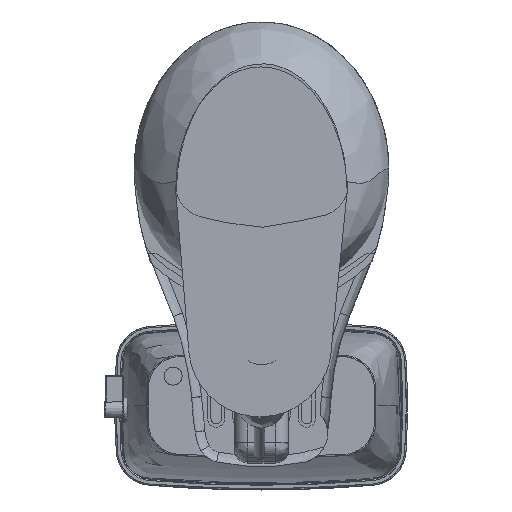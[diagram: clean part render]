
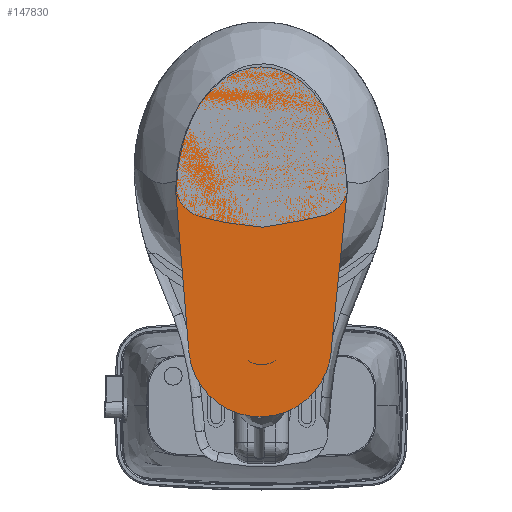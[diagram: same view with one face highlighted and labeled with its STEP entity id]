
A CAD part, front view. The second image highlights one B-rep face of the part: STEP entity #147830.
In plain terms, the highlighted face is planar.
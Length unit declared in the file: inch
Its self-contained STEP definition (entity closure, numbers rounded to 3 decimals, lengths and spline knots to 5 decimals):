
#1370 = CARTESIAN_POINT ( 'NONE',  ( 4.19319, 5.54138, 0. ) ) ;
#9793 = CARTESIAN_POINT ( 'NONE',  ( -4.3631, 5.57296, 0. ) ) ;
#10912 = CARTESIAN_POINT ( 'NONE',  ( 5.14915, -5.36895, 0. ) ) ;
#11121 = CARTESIAN_POINT ( 'NONE',  ( -4.37305, 5.46436, 0. ) ) ;
#11348 = CARTESIAN_POINT ( 'NONE',  ( 4.20593, 5.37118, 0. ) ) ;
#11543 = B_SPLINE_CURVE_WITH_KNOTS ( 'NONE', 3,
 ( #195974, #103205, #179737, #149885 ),
 .UNSPECIFIED., .F., .F.,
 ( 4, 4 ),
 ( 0., 0.00014 ),
 .UNSPECIFIED. ) ;
#12370 = CARTESIAN_POINT ( 'NONE',  ( 4.20813, 5.316, 0. ) ) ;
#16265 = CARTESIAN_POINT ( 'NONE',  ( 4.19272, 5.54637, 0. ) ) ;
#16813 = VERTEX_POINT ( 'NONE', #172116 ) ;
#20075 = CARTESIAN_POINT ( 'NONE',  ( -0.07156, -11.60923, 0. ) ) ;
#21357 = AXIS2_PLACEMENT_3D ( 'NONE', #72159, #73479, #121529 ) ;
#27319 = ORIENTED_EDGE ( 'NONE', *, *, #55770, .T. ) ;
#28223 = ORIENTED_EDGE ( 'NONE', *, *, #179865, .T. ) ;
#28751 = CARTESIAN_POINT ( 'NONE',  ( -1.95775, 9.51699, 0. ) ) ;
#29394 = CARTESIAN_POINT ( 'NONE',  ( -4.36255, 5.5784, 0. ) ) ;
#33104 = VERTEX_POINT ( 'NONE', #162054 ) ;
#33602 = CARTESIAN_POINT ( 'NONE',  ( -1.69071, -11.38901, 0. ) ) ;
#34936 = CARTESIAN_POINT ( 'NONE',  ( -5.04002, -6.44102, 0. ) ) ;
#37409 = CARTESIAN_POINT ( 'NONE',  ( -0.07156, -11.60923, 0. ) ) ;
#37637 = EDGE_CURVE ( 'NONE', #195428, #86074, #145080, .T. ) ;
#43182 = EDGE_CURVE ( 'NONE', #128004, #33104, #156888, .T. ) ;
#43370 = CARTESIAN_POINT ( 'NONE',  ( 3.07066, -10.42089, 0. ) ) ;
#44028 = CARTESIAN_POINT ( 'NONE',  ( 2.3377, -11.01859, 0. ) ) ;
#45010 = CARTESIAN_POINT ( 'NONE',  ( -0.71965, 9.896, 0. ) ) ;
#48082 = CARTESIAN_POINT ( 'NONE',  ( 4.19342, 5.53888, 0. ) ) ;
#51918 = CARTESIAN_POINT ( 'NONE',  ( -4.76825, -7.57617, 0. ) ) ;
#55770 = EDGE_CURVE ( 'NONE', #16813, #83980, #198882, .T. ) ;
#57609 = CARTESIAN_POINT ( 'NONE',  ( -4.37933, 5.35549, 0. ) ) ;
#58345 = CARTESIAN_POINT ( 'NONE',  ( 5.16076, -4.19674, 0. ) ) ;
#59018 = FACE_OUTER_BOUND ( 'NONE', #151690, .T. ) ;
#60271 = CARTESIAN_POINT ( 'NONE',  ( 0.73878, -11.617, 0. ) ) ;
#60583 = VERTEX_POINT ( 'NONE', #57609 ) ;
#60608 = CARTESIAN_POINT ( 'NONE',  ( 4.08505, 6.69274, 0. ) ) ;
#65395 = CARTESIAN_POINT ( 'NONE',  ( 4.19272, 5.54637, 0. ) ) ;
#68386 = CARTESIAN_POINT ( 'NONE',  ( 3.72369, -9.64487, 0. ) ) ;
#71736 = B_SPLINE_CURVE_WITH_KNOTS ( 'NONE', 4,
 ( #133719, #135033, #11121, #135682, #9793 ),
 .UNSPECIFIED., .F., .F.,
 ( 5, 5 ),
 ( 0., 0.00554 ),
 .UNSPECIFIED. ) ;
#72159 = CARTESIAN_POINT ( 'NONE',  ( 0.00124, -4.14564, 0. ) ) ;
#73479 = DIRECTION ( 'NONE',  ( 0., 0., -1. ) ) ;
#82359 = CARTESIAN_POINT ( 'NONE',  ( -5.15829, -4.09455, 0. ) ) ;
#83584 = CARTESIAN_POINT ( 'NONE',  ( 4.19365, 5.53638, 0. ) ) ;
#83707 = CARTESIAN_POINT ( 'NONE',  ( -4.3631, 5.57296, 0. ) ) ;
#83980 = VERTEX_POINT ( 'NONE', #65395 ) ;
#86074 = VERTEX_POINT ( 'NONE', #58345 ) ;
#89792 = LINE ( 'NONE', #196716, #162443 ) ;
#91726 = CARTESIAN_POINT ( 'NONE',  ( 4.19272, 5.54637, 0. ) ) ;
#103205 = CARTESIAN_POINT ( 'NONE',  ( -4.36292, 5.57478, 0. ) ) ;
#103654 = CARTESIAN_POINT ( 'NONE',  ( 5.16076, -4.19674, 0. ) ) ;
#105186 = B_SPLINE_CURVE_WITH_KNOTS ( 'NONE', 4,
 ( #120380, #137876, #121030, #11348, #152786 ),
 .UNSPECIFIED., .F., .F.,
 ( 5, 5 ),
 ( 0., 0.00561 ),
 .UNSPECIFIED. ) ;
#111680 = EDGE_CURVE ( 'NONE', #83980, #200216, #145631, .T. ) ;
#119281 = CARTESIAN_POINT ( 'NONE',  ( 4.99613, -6.53977, 0. ) ) ;
#120380 = CARTESIAN_POINT ( 'NONE',  ( 4.19365, 5.53638, 0. ) ) ;
#121030 = CARTESIAN_POINT ( 'NONE',  ( 4.20278, 5.42631, 0. ) ) ;
#121529 = DIRECTION ( 'NONE',  ( -1., 0., 0. ) ) ;
#121573 = CARTESIAN_POINT ( 'NONE',  ( 3.63957, 7.80738, 0. ) ) ;
#123200 = CARTESIAN_POINT ( 'NONE',  ( 1.55113, -11.42021, 0. ) ) ;
#124628 = CARTESIAN_POINT ( 'NONE',  ( 4.19296, 5.54388, 0. ) ) ;
#125543 = EDGE_CURVE ( 'NONE', #129103, #16813, #11543, .T. ) ;
#128004 = VERTEX_POINT ( 'NONE', #37409 ) ;
#128434 = CARTESIAN_POINT ( 'NONE',  ( -0.88213, -11.60146, 0. ) ) ;
#128602 = ORIENTED_EDGE ( 'NONE', *, *, #125543, .T. ) ;
#129103 = VERTEX_POINT ( 'NONE', #83707 ) ;
#132877 = ORIENTED_EDGE ( 'NONE', *, *, #43182, .T. ) ;
#133719 = CARTESIAN_POINT ( 'NONE',  ( -4.37933, 5.35549, 0. ) ) ;
#134491 = EDGE_CURVE ( 'NONE', #86074, #128004, #151618, .T. ) ;
#135033 = CARTESIAN_POINT ( 'NONE',  ( -4.37665, 5.40995, 0. ) ) ;
#135682 = CARTESIAN_POINT ( 'NONE',  ( -4.36854, 5.51871, 0. ) ) ;
#136463 = CARTESIAN_POINT ( 'NONE',  ( 2.86667, 8.77968, 0. ) ) ;
#137765 = CARTESIAN_POINT ( 'NONE',  ( -4.2463, 6.72393, 0. ) ) ;
#137876 = CARTESIAN_POINT ( 'NONE',  ( 4.19868, 5.48139, 0. ) ) ;
#141432 = CARTESIAN_POINT ( 'NONE',  ( 4.20813, 5.316, 0. ) ) ;
#145080 = LINE ( 'NONE', #141432, #181523 ) ;
#145631 = B_SPLINE_CURVE_WITH_KNOTS ( 'NONE', 4,
 ( #16265, #124628, #1370, #48082, #171974 ),
 .UNSPECIFIED., .F., .F.,
 ( 5, 5 ),
 ( 0., 0.00026 ),
 .UNSPECIFIED. ) ;
#146333 = ORIENTED_EDGE ( 'NONE', *, *, #170614, .T. ) ;
#147830 = ADVANCED_FACE ( 'NONE', ( #59018 ), #197384, .T. ) ;
#149885 = CARTESIAN_POINT ( 'NONE',  ( -4.36255, 5.5784, 0. ) ) ;
#150626 = DIRECTION ( 'NONE',  ( 0.082, 0.997, 0. ) ) ;
#151014 = CARTESIAN_POINT ( 'NONE',  ( 4.70209, -7.66902, 0. ) ) ;
#151618 = B_SPLINE_CURVE_WITH_KNOTS ( 'NONE', 10,
 ( #103654, #10912, #119281, #151014, #197748, #68386, #43370, #44028, #123200, #60271, #199064 ),
 .UNSPECIFIED., .F., .F.,
 ( 11, 11 ),
 ( 0., 0.25406 ),
 .UNSPECIFIED. ) ;
#151690 = EDGE_LOOP ( 'NONE', ( #200059, #190082, #180251, #132877, #28223, #146333, #128602, #27319, #187270 ) ) ;
#152015 = CARTESIAN_POINT ( 'NONE',  ( -3.01233, 8.80168, 0. ) ) ;
#152786 = CARTESIAN_POINT ( 'NONE',  ( 4.20813, 5.316, 0. ) ) ;
#153329 = CARTESIAN_POINT ( 'NONE',  ( 1.81747, 9.50286, 0. ) ) ;
#156888 = B_SPLINE_CURVE_WITH_KNOTS ( 'NONE', 10,
 ( #20075, #128434, #33602, #189375, #172447, #190040, #173124, #51918, #34936, #159560, #82359 ),
 .UNSPECIFIED., .F., .F.,
 ( 11, 11 ),
 ( 0., 0.2538 ),
 .UNSPECIFIED. ) ;
#156996 = DIRECTION ( 'NONE',  ( 0.1, -0.995, 0. ) ) ;
#159560 = CARTESIAN_POINT ( 'NONE',  ( -5.1699, -5.26709, 0. ) ) ;
#162054 = CARTESIAN_POINT ( 'NONE',  ( -5.15829, -4.09455, 0. ) ) ;
#162443 = VECTOR ( 'NONE', #150626, 39.37008 ) ;
#169054 = EDGE_CURVE ( 'NONE', #200216, #195428, #105186, .T. ) ;
#169568 = CARTESIAN_POINT ( 'NONE',  ( 0.58225, 9.89113, 0. ) ) ;
#170614 = EDGE_CURVE ( 'NONE', #60583, #129103, #71736, .T. ) ;
#171974 = CARTESIAN_POINT ( 'NONE',  ( 4.19365, 5.53638, 0. ) ) ;
#172116 = CARTESIAN_POINT ( 'NONE',  ( -4.36255, 5.5784, 0. ) ) ;
#172447 = CARTESIAN_POINT ( 'NONE',  ( -3.19081, -10.36017, 0. ) ) ;
#173124 = CARTESIAN_POINT ( 'NONE',  ( -4.36044, -8.63227, 0. ) ) ;
#179737 = CARTESIAN_POINT ( 'NONE',  ( -4.36273, 5.57659, 0. ) ) ;
#179865 = EDGE_CURVE ( 'NONE', #33104, #60583, #89792, .T. ) ;
#180251 = ORIENTED_EDGE ( 'NONE', *, *, #134491, .T. ) ;
#181523 = VECTOR ( 'NONE', #156996, 39.37008 ) ;
#183180 = CARTESIAN_POINT ( 'NONE',  ( -3.79249, 7.8352, 0. ) ) ;
#187270 = ORIENTED_EDGE ( 'NONE', *, *, #111680, .T. ) ;
#189375 = CARTESIAN_POINT ( 'NONE',  ( -2.4695, -10.97215, 0. ) ) ;
#190040 = CARTESIAN_POINT ( 'NONE',  ( -3.82867, -9.57137, 0. ) ) ;
#190082 = ORIENTED_EDGE ( 'NONE', *, *, #37637, .T. ) ;
#195428 = VERTEX_POINT ( 'NONE', #12370 ) ;
#195974 = CARTESIAN_POINT ( 'NONE',  ( -4.3631, 5.57296, 0. ) ) ;
#196716 = CARTESIAN_POINT ( 'NONE',  ( -5.15829, -4.09455, 0. ) ) ;
#197384 = PLANE ( 'NONE',  #21357 ) ;
#197748 = CARTESIAN_POINT ( 'NONE',  ( 4.27367, -8.71662, 0. ) ) ;
#198882 = B_SPLINE_CURVE_WITH_KNOTS ( 'NONE', 11,
 ( #29394, #137765, #183180, #152015, #28751, #45010, #169568, #153329, #136463, #121573, #60608, #91726 ),
 .UNSPECIFIED., .F., .F.,
 ( 12, 12 ),
 ( 0., 0.32006 ),
 .UNSPECIFIED. ) ;
#199064 = CARTESIAN_POINT ( 'NONE',  ( -0.07156, -11.60923, 0. ) ) ;
#200059 = ORIENTED_EDGE ( 'NONE', *, *, #169054, .T. ) ;
#200216 = VERTEX_POINT ( 'NONE', #83584 ) ;
